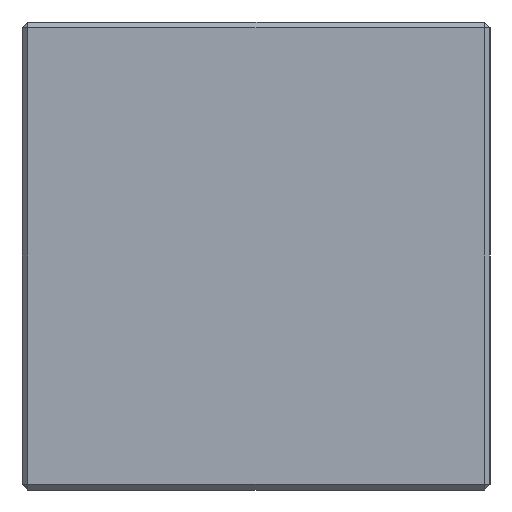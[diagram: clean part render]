
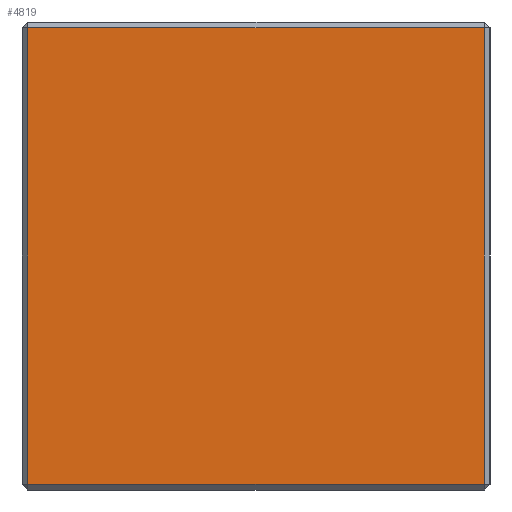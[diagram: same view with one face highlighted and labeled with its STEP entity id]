
A CAD part, left-side view. The second image highlights one B-rep face of the part: STEP entity #4819.
In plain terms, the highlighted planar face has unit normal (-1, 0, 0).
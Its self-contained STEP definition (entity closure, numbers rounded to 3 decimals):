
#122 = EDGE_LOOP ( 'NONE', ( #11551, #10257, #12044, #1541 ) ) ;
#242 = CARTESIAN_POINT ( 'NONE',  ( -20., 20., 20. ) ) ;
#304 = EDGE_CURVE ( 'NONE', #9220, #10676, #7732, .T. ) ;
#640 = LINE ( 'NONE', #13192, #969 ) ;
#811 = CARTESIAN_POINT ( 'NONE',  ( -20., 20., -19.5 ) ) ;
#969 = VECTOR ( 'NONE', #2120, 1000. ) ;
#1541 = ORIENTED_EDGE ( 'NONE', *, *, #11508, .T. ) ;
#2078 = FACE_OUTER_BOUND ( 'NONE', #122, .T. ) ;
#2081 = CARTESIAN_POINT ( 'NONE',  ( -20., 19.5, -19.5 ) ) ;
#2120 = DIRECTION ( 'NONE',  ( 0., 0., 1. ) ) ;
#2970 = VECTOR ( 'NONE', #3911, 1000. ) ;
#3625 = LINE ( 'NONE', #811, #5365 ) ;
#3911 = DIRECTION ( 'NONE',  ( 0., 1., 0. ) ) ;
#4287 = PLANE ( 'NONE',  #9167 ) ;
#4819 = ADVANCED_FACE ( 'NONE', ( #2078 ), #4287, .F. ) ;
#5365 = VECTOR ( 'NONE', #5972, 1000. ) ;
#5809 = EDGE_CURVE ( 'NONE', #9330, #11853, #3625, .T. ) ;
#5972 = DIRECTION ( 'NONE',  ( 0., -1., 0. ) ) ;
#6027 = CARTESIAN_POINT ( 'NONE',  ( -20., -19.5, 19.5 ) ) ;
#7361 = DIRECTION ( 'NONE',  ( 1., 0., 0. ) ) ;
#7732 = LINE ( 'NONE', #10911, #2970 ) ;
#8114 = LINE ( 'NONE', #9406, #12866 ) ;
#8389 = DIRECTION ( 'NONE',  ( 0., 1., 0. ) ) ;
#9167 = AXIS2_PLACEMENT_3D ( 'NONE', #242, #7361, #8389 ) ;
#9195 = CARTESIAN_POINT ( 'NONE',  ( -20., 19.5, 19.5 ) ) ;
#9220 = VERTEX_POINT ( 'NONE', #6027 ) ;
#9330 = VERTEX_POINT ( 'NONE', #2081 ) ;
#9345 = EDGE_CURVE ( 'NONE', #11853, #9220, #640, .T. ) ;
#9406 = CARTESIAN_POINT ( 'NONE',  ( -20., 19.5, 20. ) ) ;
#9451 = DIRECTION ( 'NONE',  ( 0., 0., -1. ) ) ;
#10257 = ORIENTED_EDGE ( 'NONE', *, *, #9345, .T. ) ;
#10676 = VERTEX_POINT ( 'NONE', #9195 ) ;
#10911 = CARTESIAN_POINT ( 'NONE',  ( -20., 20., 19.5 ) ) ;
#11508 = EDGE_CURVE ( 'NONE', #10676, #9330, #8114, .T. ) ;
#11551 = ORIENTED_EDGE ( 'NONE', *, *, #5809, .T. ) ;
#11853 = VERTEX_POINT ( 'NONE', #12938 ) ;
#12044 = ORIENTED_EDGE ( 'NONE', *, *, #304, .T. ) ;
#12866 = VECTOR ( 'NONE', #9451, 1000. ) ;
#12938 = CARTESIAN_POINT ( 'NONE',  ( -20., -19.5, -19.5 ) ) ;
#13192 = CARTESIAN_POINT ( 'NONE',  ( -20., -19.5, 20. ) ) ;
